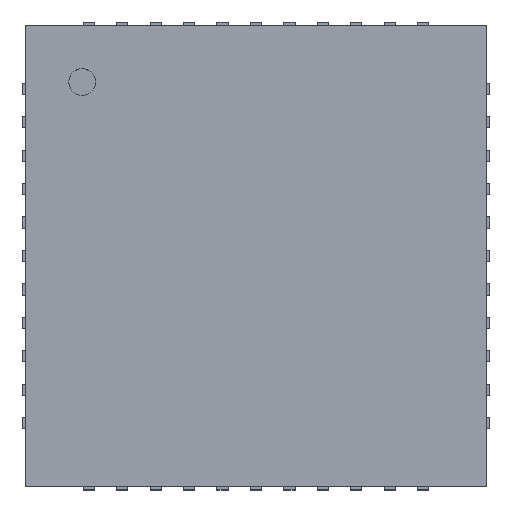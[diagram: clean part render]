
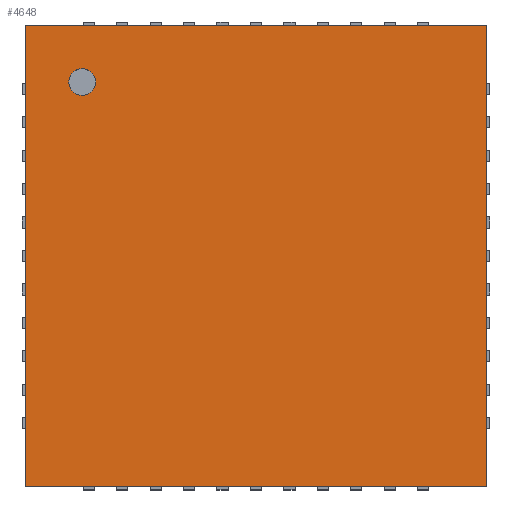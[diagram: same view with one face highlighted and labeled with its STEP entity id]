
A CAD part, top view. The second image highlights one B-rep face of the part: STEP entity #4648.
In plain terms, the highlighted planar face has unit normal (0, 0, 1).
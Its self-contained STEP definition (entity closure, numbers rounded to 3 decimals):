
#13=DIRECTION('',(0.,0.,1.));
#27=VECTOR('',#28,1.);
#28=DIRECTION('',(0.,-1.,0.));
#34=VECTOR('',#35,1.);
#35=DIRECTION('',(1.,0.,0.));
#1172=ORIENTED_EDGE('',*,*,#1173,.F.);
#1173=EDGE_CURVE('',#1174,#1176,#1178,.T.);
#1174=VERTEX_POINT('',#1175);
#1175=CARTESIAN_POINT('',(-3.45,3.45,1.1));
#1176=VERTEX_POINT('',#1177);
#1177=CARTESIAN_POINT('',(3.45,3.45,1.1));
#1178=LINE('',#1175,#34);
#1200=DIRECTION('',(0.,0.,-1.));
#1382=ORIENTED_EDGE('',*,*,#1383,.T.);
#1383=EDGE_CURVE('',#1174,#1384,#1386,.T.);
#1384=VERTEX_POINT('',#1385);
#1385=CARTESIAN_POINT('',(-3.45,-3.45,1.1));
#1386=LINE('',#1175,#27);
#2953=EDGE_CURVE('',#1176,#2954,#2956,.T.);
#2954=VERTEX_POINT('',#2955);
#2955=CARTESIAN_POINT('',(3.45,-3.45,1.1));
#2956=LINE('',#1177,#27);
#3143=EDGE_CURVE('',#1384,#2954,#3144,.T.);
#3144=LINE('',#1385,#34);
#4648=ADVANCED_FACE('',(#4649,#4653),#4662,.T.);
#4649=FACE_BOUND('',#4650,.T.);
#4650=EDGE_LOOP('',(#1172,#1382,#4651,#4652));
#4651=ORIENTED_EDGE('',*,*,#3143,.T.);
#4652=ORIENTED_EDGE('',*,*,#2953,.F.);
#4653=FACE_BOUND('',#4654,.T.);
#4654=EDGE_LOOP('',(#4655));
#4655=ORIENTED_EDGE('',*,*,#4656,.T.);
#4656=EDGE_CURVE('',#4657,#4657,#4659,.T.);
#4657=VERTEX_POINT('',#4658);
#4658=CARTESIAN_POINT('',(-2.6,2.4,1.1));
#4659=CIRCLE('',#4660,0.2);
#4660=AXIS2_PLACEMENT_3D('',#4661,#1200,#28);
#4661=CARTESIAN_POINT('',(-2.6,2.6,1.1));
#4662=PLANE('',#4663);
#4663=AXIS2_PLACEMENT_3D('',#1175,#13,#28);
